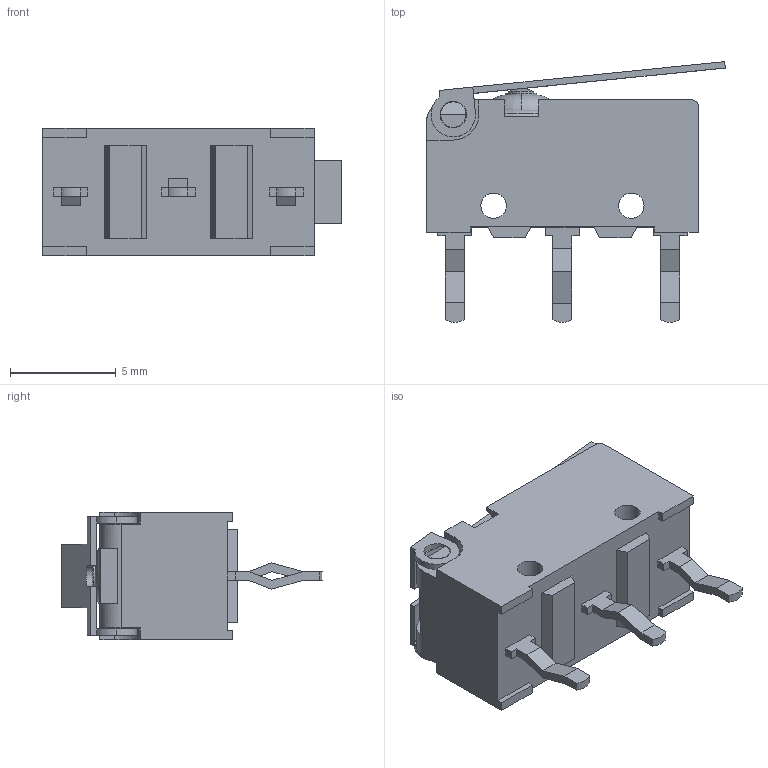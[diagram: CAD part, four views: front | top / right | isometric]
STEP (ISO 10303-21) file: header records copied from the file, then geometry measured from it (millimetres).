
FILE_DESCRIPTION (( 'STEP AP203' ), '1' );
FILE_NAME ('D2FD_2L1_1T.step', '2013-07-18T11:07:47', ( 'OSMC1.0 TAKUMI' ), ( 'TAKUMI-Engniaring' ), 'SwSTEP 2.0', 'SolidWorks 2002025', '' );
FILE_SCHEMA (( 'CONFIG_CONTROL_DESIGN' ));
Length unit declared in the file: millimetre
Products named in the file (4): D2FD_2L1_1T; D2FD_2L1_1T_ACTUATOR; D2FD_2L1_1T_BASE; D2FD_2L1_1T_BUTTON
Assembly tree (3 placements, depth 2):
  D2FD_2L1_1T
    D2FD_2L1_1T_BASE
    D2FD_2L1_1T_BUTTON
    D2FD_2L1_1T_ACTUATOR
Bounding box: 14.08 x 12.3 x 6 mm (x, y, z)
Volume: 457.4 mm3; surface area: 639.7 mm2
Topology: 3 solids, 3 shells, 154 faces, 399 edges, 263 vertices
Faces by surface type: plane 110, cylinder 34, torus 4, cone 4, sphere 2
Entity records: 5111 total; most frequent: CARTESIAN_POINT 840, DIRECTION 799, ORIENTED_EDGE 798, EDGE_CURVE 399, LINE 307, VECTOR 307, VERTEX_POINT 263, AXIS2_PLACEMENT_3D 246
